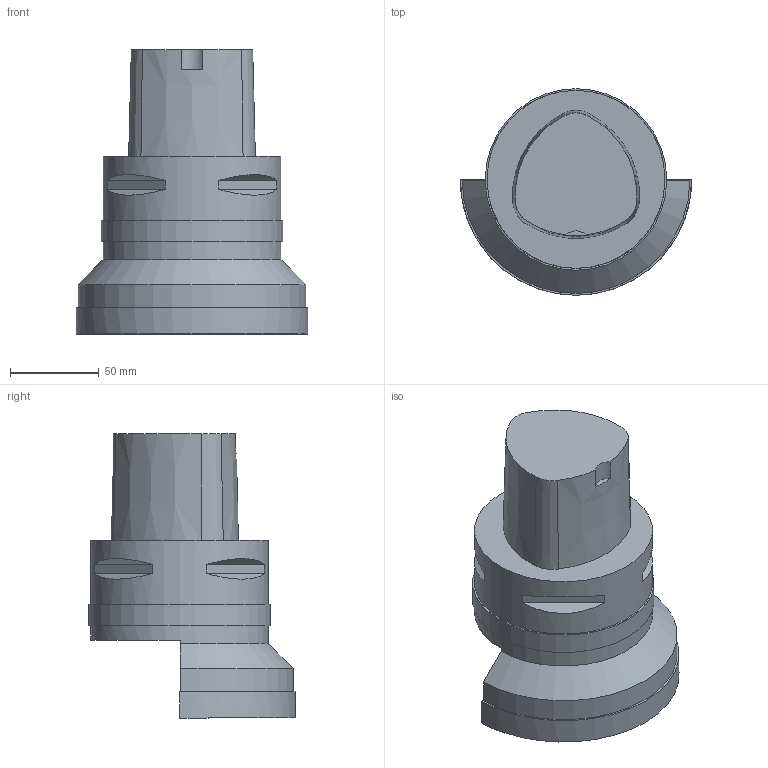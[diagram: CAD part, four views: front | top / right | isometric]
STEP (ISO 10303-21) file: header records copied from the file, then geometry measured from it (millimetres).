
FILE_DESCRIPTION(/* description */ ('3-D model version:1'),/* implementation_level */ '2;1');
FILE_NAME(/* name */ 'C10-MAS-01',/* time_stamp */ '2013-11-25T09:35:53+01:00',/* author */ ('InteractiveCad'),/* organization */ ('AB Sandvik Coromant'),/* preprocessor_version */ 'ST-DEVELOPER v11',/* originating_system */ 'SIEMENS UGS NX 6.0',/* authorisation */ '');
FILE_SCHEMA (('AP203_CONFIGURATION_CONTROLLED_3D_DESIGN_OF_MECHANICAL_PARTS_AND_ASSEMBLIES_MIM_LF'));
Length unit declared in the file: millimetre
Products named in the file (1): C10_MAS_01_635176861938498076_1_stp
Bounding box: 130 x 116 x 160 mm (x, y, z)
Volume: 923899.3 mm3; surface area: 65623.8 mm2
Topology: 1 solids, 1 shells, 37 faces, 81 edges, 54 vertices
Faces by surface type: plane 24, cone 7, cylinder 6
Full cylindrical faces by diameter (mm): 100 x2, 102 x1
Entity records: 1108 total; most frequent: DIRECTION 186, CARTESIAN_POINT 180, ORIENTED_EDGE 154, EDGE_CURVE 77, AXIS2_PLACEMENT_3D 75, VERTEX_POINT 53, EDGE_LOOP 48, ADVANCED_FACE 37
